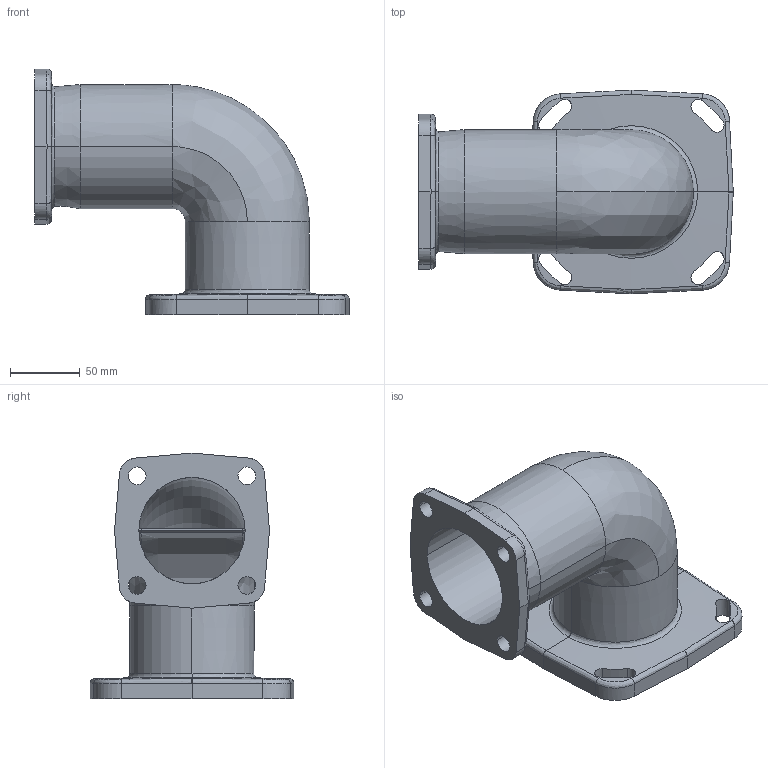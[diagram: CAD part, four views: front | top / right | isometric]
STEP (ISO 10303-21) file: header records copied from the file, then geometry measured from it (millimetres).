
FILE_DESCRIPTION((''),'2;1');
FILE_NAME('D20039','2012-02-20T',('sobri'),(''),'PRO/ENGINEER BY PARAMETRIC TECHNOLOGY CORPORATION, 2011180','PRO/ENGINEER BY PARAMETRIC TECHNOLOGY CORPORATION, 2011180','');
FILE_SCHEMA(('CONFIG_CONTROL_DESIGN'));
Length unit declared in the file: inch
Products named in the file (1): D20039
Bounding box: 225.43 x 146.05 x 176.21 mm (x, y, z)
Volume: 663806.2 mm3; surface area: 188454.2 mm2
Topology: 1 solids, 1 shells, 125 faces, 314 edges, 189 vertices
Faces by surface type: bspline 54, cylinder 38, plane 22, cone 5, torus 4, extrusion 2
Entity records: 6426 total; most frequent: CARTESIAN_POINT 3781, ORIENTED_EDGE 628, DIRECTION 412, EDGE_CURVE 314, VERTEX_POINT 189, AXIS2_PLACEMENT_3D 163, EDGE_LOOP 143, B_SPLINE_CURVE_WITH_KNOTS 138
